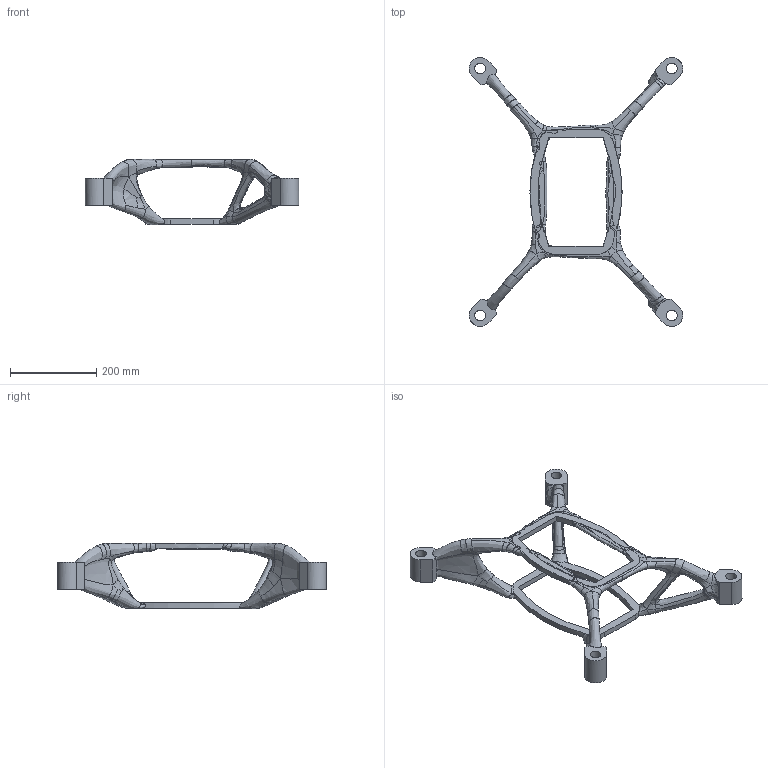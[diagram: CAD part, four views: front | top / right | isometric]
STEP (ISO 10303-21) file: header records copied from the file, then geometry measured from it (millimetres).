
FILE_DESCRIPTION(('FreeCAD Model'),'2;1');
FILE_NAME('Open CASCADE Shape Model','2025-04-26T16:29:09',('FreeCAD'),( 'FreeCAD'),'Open CASCADE STEP processor 7.6','FreeCAD','Unknown');
FILE_SCHEMA(('AUTOMOTIVE_DESIGN { 1 0 10303 214 1 1 1 1 }'));
Products named in the file (1): Open CASCADE STEP translator 7.6 1
Bounding box: 494.3 x 622.48 x 152.05 mm (x, y, z)
Volume: 2235422.9 mm3; surface area: 359474.4 mm2
Topology: 1 solids, 1 shells, 316 faces, 799 edges, 474 vertices
Faces by surface type: bspline 316
Entity records: 60437 total; most frequent: CARTESIAN_POINT 55538, ORIENTED_EDGE 1598, EDGE_CURVE 799, B_SPLINE_CURVE_WITH_KNOTS 752, VERTEX_POINT 474, FACE_BOUND 327, EDGE_LOOP 327, ADVANCED_FACE 316
